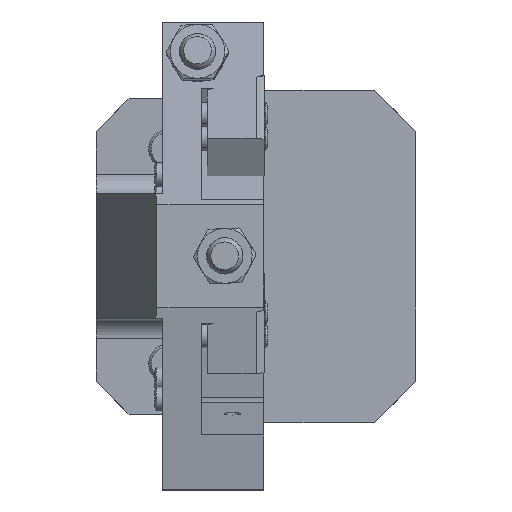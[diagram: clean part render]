
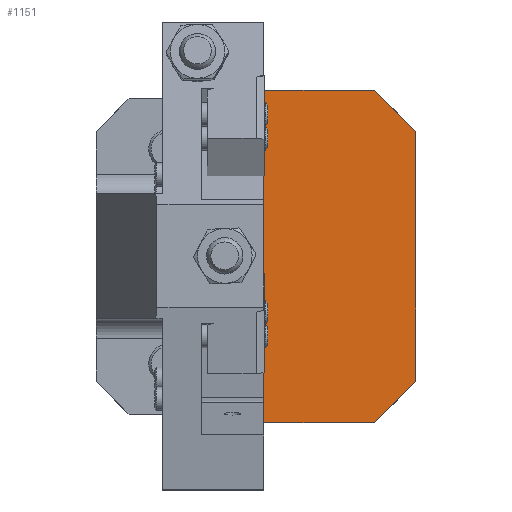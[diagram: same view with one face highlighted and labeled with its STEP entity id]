
A CAD part, top view. The second image highlights one B-rep face of the part: STEP entity #1151.
In plain terms, the highlighted planar face has unit normal (0, 0, 1).
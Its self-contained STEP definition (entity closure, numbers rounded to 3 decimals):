
#279=LINE('',#6088,#572);
#294=LINE('',#6124,#587);
#314=LINE('',#6171,#607);
#352=LINE('',#6248,#645);
#392=LINE('',#6367,#685);
#399=LINE('',#6381,#692);
#572=VECTOR('',#4827,1.);
#587=VECTOR('',#4854,1.);
#607=VECTOR('',#4892,1.);
#645=VECTOR('',#4946,1.);
#685=VECTOR('',#5054,1.);
#692=VECTOR('',#5071,1.);
#851=PLANE('',#4362);
#975=FACE_OUTER_BOUND('',#1703,.T.);
#1151=ADVANCED_FACE('',(#975),#851,.F.);
#1703=EDGE_LOOP('',(#2325,#2326,#2327,#2328,#2329,#2330));
#2325=ORIENTED_EDGE('',*,*,#3679,.F.);
#2326=ORIENTED_EDGE('',*,*,#3595,.T.);
#2327=ORIENTED_EDGE('',*,*,#3613,.F.);
#2328=ORIENTED_EDGE('',*,*,#3748,.F.);
#2329=ORIENTED_EDGE('',*,*,#3639,.F.);
#2330=ORIENTED_EDGE('',*,*,#3741,.F.);
#3194=VERTEX_POINT('',#6087);
#3195=VERTEX_POINT('',#6089);
#3209=VERTEX_POINT('',#6123);
#3227=VERTEX_POINT('',#6170);
#3228=VERTEX_POINT('',#6172);
#3259=VERTEX_POINT('',#6249);
#3595=EDGE_CURVE('',#3195,#3194,#279,.T.);
#3613=EDGE_CURVE('',#3209,#3194,#294,.T.);
#3639=EDGE_CURVE('',#3227,#3228,#314,.T.);
#3679=EDGE_CURVE('',#3195,#3259,#352,.T.);
#3741=EDGE_CURVE('',#3259,#3227,#392,.T.);
#3748=EDGE_CURVE('',#3228,#3209,#399,.T.);
#4362=AXIS2_PLACEMENT_3D('',#6388,#5080,#5081);
#4827=DIRECTION('',(0.,-1.,0.));
#4854=DIRECTION('',(-1.,0.,0.));
#4892=DIRECTION('',(0.,-1.,0.));
#4946=DIRECTION('',(1.,0.,0.));
#5054=DIRECTION('',(0.707,-0.707,0.));
#5071=DIRECTION('',(-0.707,-0.707,0.));
#5080=DIRECTION('',(0.,0.,-1.));
#5081=DIRECTION('',(0.,1.,0.));
#6087=CARTESIAN_POINT('',(2.,-42.649,18.));
#6088=CARTESIAN_POINT('',(2.,90.,18.));
#6089=CARTESIAN_POINT('',(2.,42.649,18.));
#6123=CARTESIAN_POINT('',(30.351,-42.649,18.));
#6124=CARTESIAN_POINT('',(-41.,-42.649,18.));
#6170=CARTESIAN_POINT('',(41.,32.,18.));
#6171=CARTESIAN_POINT('',(41.,-60.,18.));
#6172=CARTESIAN_POINT('',(41.,-32.,18.));
#6248=CARTESIAN_POINT('',(-41.,42.649,18.));
#6249=CARTESIAN_POINT('',(30.351,42.649,18.));
#6367=CARTESIAN_POINT('',(26.,47.,18.));
#6381=CARTESIAN_POINT('',(26.,-47.,18.));
#6388=CARTESIAN_POINT('',(2.,-60.,18.));
